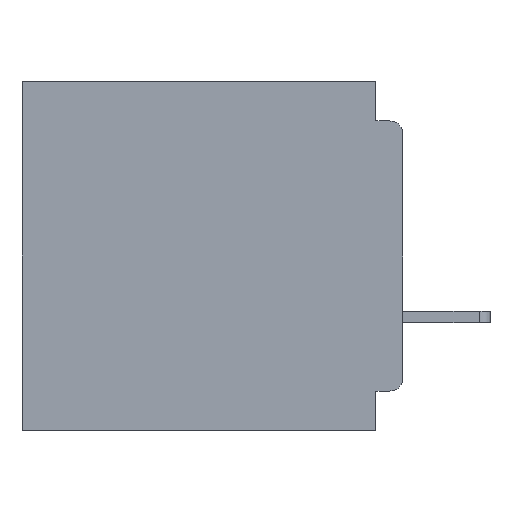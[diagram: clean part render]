
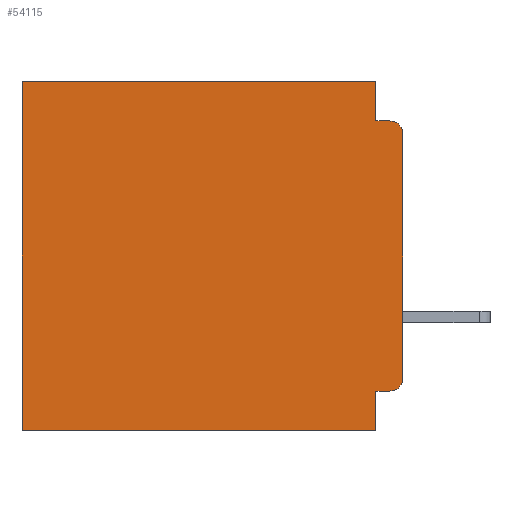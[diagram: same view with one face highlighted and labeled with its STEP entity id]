
A CAD part, left-side view. The second image highlights one B-rep face of the part: STEP entity #54115.
In plain terms, the highlighted planar face has unit normal (-1, 0, 0).
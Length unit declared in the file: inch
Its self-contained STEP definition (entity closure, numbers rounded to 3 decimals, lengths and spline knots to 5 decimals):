
#219 = DIRECTION ( 'NONE',  ( 0., 0., -1. ) ) ;
#547 = LINE ( 'NONE', #25348, #32695 ) ;
#653 = CARTESIAN_POINT ( 'NONE',  ( 0.3, 0.031, -0.4 ) ) ;
#1782 = LINE ( 'NONE', #35235, #10653 ) ;
#2398 = CARTESIAN_POINT ( 'NONE',  ( 0.3, 0.437, -0.4 ) ) ;
#3543 = LINE ( 'NONE', #46665, #13817 ) ;
#3964 = ORIENTED_EDGE ( 'NONE', *, *, #14933, .T. ) ;
#4063 = VERTEX_POINT ( 'NONE', #16316 ) ;
#4551 = EDGE_CURVE ( 'NONE', #55218, #4063, #547, .T. ) ;
#4958 = CARTESIAN_POINT ( 'NONE',  ( 0.3, 0.437, 0. ) ) ;
#5157 = ORIENTED_EDGE ( 'NONE', *, *, #4551, .F. ) ;
#6221 = ORIENTED_EDGE ( 'NONE', *, *, #39264, .T. ) ;
#6417 = VERTEX_POINT ( 'NONE', #653 ) ;
#7373 = AXIS2_PLACEMENT_3D ( 'NONE', #39075, #12940, #43449 ) ;
#7687 = FACE_OUTER_BOUND ( 'NONE', #42330, .T. ) ;
#8208 = VECTOR ( 'NONE', #28577, 39.37008 ) ;
#8745 = ORIENTED_EDGE ( 'NONE', *, *, #14264, .F. ) ;
#10653 = VECTOR ( 'NONE', #52481, 39.37008 ) ;
#11142 = LINE ( 'NONE', #12513, #40458 ) ;
#12513 = CARTESIAN_POINT ( 'NONE',  ( 0.3, 0., -0.4 ) ) ;
#12940 = DIRECTION ( 'NONE',  ( -1., 0., 0. ) ) ;
#13038 = CARTESIAN_POINT ( 'NONE',  ( 0.3, 0.015, -0.355 ) ) ;
#13134 = ORIENTED_EDGE ( 'NONE', *, *, #50699, .F. ) ;
#13817 = VECTOR ( 'NONE', #55377, 39.37008 ) ;
#13859 = CARTESIAN_POINT ( 'NONE',  ( 0.3, 0.437, -0.4 ) ) ;
#13912 = ORIENTED_EDGE ( 'NONE', *, *, #36474, .F. ) ;
#14264 = EDGE_CURVE ( 'NONE', #4063, #6417, #40060, .T. ) ;
#14933 = EDGE_CURVE ( 'NONE', #43203, #17991, #26362, .T. ) ;
#15543 = VECTOR ( 'NONE', #219, 39.37008 ) ;
#16316 = CARTESIAN_POINT ( 'NONE',  ( 0.3, 0.031, -0.355 ) ) ;
#16952 = DIRECTION ( 'NONE',  ( 0., 1., 0. ) ) ;
#17743 = ORIENTED_EDGE ( 'NONE', *, *, #23381, .F. ) ;
#17991 = VERTEX_POINT ( 'NONE', #4958 ) ;
#18161 = CARTESIAN_POINT ( 'NONE',  ( 0.3, 0., 0. ) ) ;
#19722 = CARTESIAN_POINT ( 'NONE',  ( 0.3, 0.031, 0. ) ) ;
#20073 = EDGE_CURVE ( 'NONE', #23217, #37543, #3543, .T. ) ;
#20280 = CARTESIAN_POINT ( 'NONE',  ( 0.3, 0.015, -0.34 ) ) ;
#20347 = AXIS2_PLACEMENT_3D ( 'NONE', #32193, #54013, #27981 ) ;
#22387 = EDGE_CURVE ( 'NONE', #23217, #42940, #51080, .T. ) ;
#22558 = DIRECTION ( 'NONE',  ( 0., 1., 0. ) ) ;
#23217 = VERTEX_POINT ( 'NONE', #40477 ) ;
#23381 = EDGE_CURVE ( 'NONE', #43203, #54519, #32620, .T. ) ;
#24665 = DIRECTION ( 'NONE',  ( 0., 0., -1. ) ) ;
#24784 = DIRECTION ( 'NONE',  ( 0., 1., 0. ) ) ;
#24997 = VECTOR ( 'NONE', #22558, 39.37008 ) ;
#25348 = CARTESIAN_POINT ( 'NONE',  ( 0.3, 0., -0.355 ) ) ;
#25977 = EDGE_CURVE ( 'NONE', #17991, #44364, #31449, .T. ) ;
#26362 = LINE ( 'NONE', #18161, #24997 ) ;
#27981 = DIRECTION ( 'NONE',  ( 0., 0., -1. ) ) ;
#28577 = DIRECTION ( 'NONE',  ( 0., 0., -1. ) ) ;
#31449 = LINE ( 'NONE', #2398, #8208 ) ;
#32193 = CARTESIAN_POINT ( 'NONE',  ( 0.3, 0., -0.4 ) ) ;
#32620 = LINE ( 'NONE', #19722, #42803 ) ;
#32695 = VECTOR ( 'NONE', #24784, 39.37008 ) ;
#35235 = CARTESIAN_POINT ( 'NONE',  ( 0.3, 0., -0.045 ) ) ;
#36051 = ORIENTED_EDGE ( 'NONE', *, *, #22387, .T. ) ;
#36474 = EDGE_CURVE ( 'NONE', #54519, #42940, #1782, .T. ) ;
#37543 = VERTEX_POINT ( 'NONE', #46340 ) ;
#37827 = ORIENTED_EDGE ( 'NONE', *, *, #20073, .F. ) ;
#39075 = CARTESIAN_POINT ( 'NONE',  ( 0.3, 0.015, -0.06 ) ) ;
#39177 = CARTESIAN_POINT ( 'NONE',  ( 0.3, 0.031, -0.045 ) ) ;
#39264 = EDGE_CURVE ( 'NONE', #55218, #37543, #53252, .T. ) ;
#40060 = LINE ( 'NONE', #43765, #15543 ) ;
#40458 = VECTOR ( 'NONE', #16952, 39.37008 ) ;
#40477 = CARTESIAN_POINT ( 'NONE',  ( 0.3, 0., -0.06 ) ) ;
#40946 = ORIENTED_EDGE ( 'NONE', *, *, #25977, .T. ) ;
#42330 = EDGE_LOOP ( 'NONE', ( #37827, #36051, #13912, #17743, #3964, #40946, #13134, #8745, #5157, #6221 ) ) ;
#42803 = VECTOR ( 'NONE', #49976, 39.37008 ) ;
#42940 = VERTEX_POINT ( 'NONE', #54277 ) ;
#43203 = VERTEX_POINT ( 'NONE', #48839 ) ;
#43449 = DIRECTION ( 'NONE',  ( 0., 0., -1. ) ) ;
#43765 = CARTESIAN_POINT ( 'NONE',  ( 0.3, 0.031, -0.4 ) ) ;
#44364 = VERTEX_POINT ( 'NONE', #13859 ) ;
#46340 = CARTESIAN_POINT ( 'NONE',  ( 0.3, 0., -0.34 ) ) ;
#46387 = AXIS2_PLACEMENT_3D ( 'NONE', #20280, #50715, #24665 ) ;
#46665 = CARTESIAN_POINT ( 'NONE',  ( 0.3, 0., -0.4 ) ) ;
#48839 = CARTESIAN_POINT ( 'NONE',  ( 0.3, 0.031, 0. ) ) ;
#49654 = PLANE ( 'NONE',  #20347 ) ;
#49976 = DIRECTION ( 'NONE',  ( 0., 0., -1. ) ) ;
#50699 = EDGE_CURVE ( 'NONE', #6417, #44364, #11142, .T. ) ;
#50715 = DIRECTION ( 'NONE',  ( -1., 0., 0. ) ) ;
#51080 = CIRCLE ( 'NONE', #7373, 0.015 ) ;
#52481 = DIRECTION ( 'NONE',  ( 0., -1., 0. ) ) ;
#53252 = CIRCLE ( 'NONE', #46387, 0.015 ) ;
#54013 = DIRECTION ( 'NONE',  ( 1., 0., 0. ) ) ;
#54115 = ADVANCED_FACE ( 'NONE', ( #7687 ), #49654, .F. ) ;
#54277 = CARTESIAN_POINT ( 'NONE',  ( 0.3, 0.015, -0.045 ) ) ;
#54519 = VERTEX_POINT ( 'NONE', #39177 ) ;
#55218 = VERTEX_POINT ( 'NONE', #13038 ) ;
#55377 = DIRECTION ( 'NONE',  ( 0., 0., -1. ) ) ;
